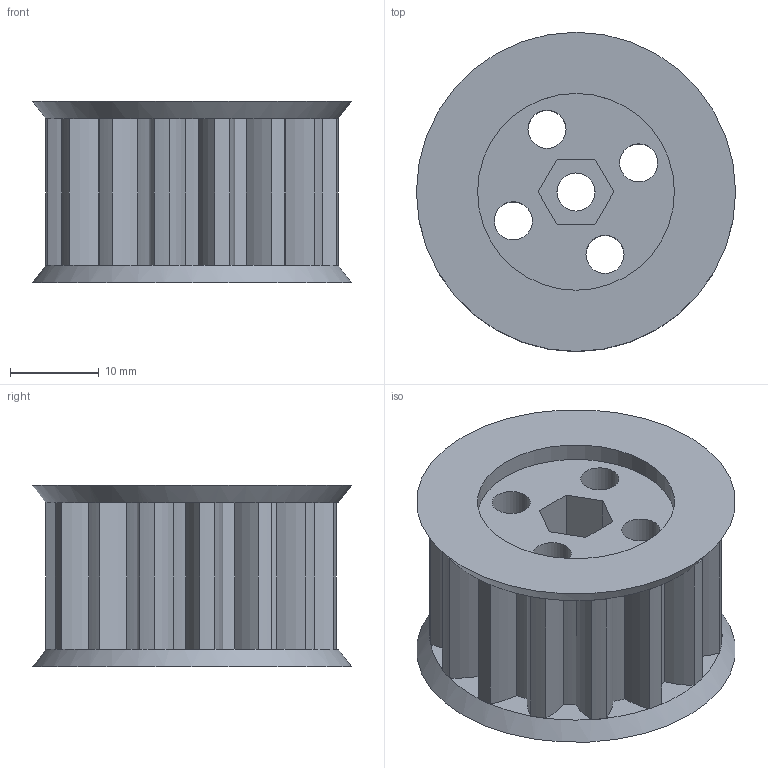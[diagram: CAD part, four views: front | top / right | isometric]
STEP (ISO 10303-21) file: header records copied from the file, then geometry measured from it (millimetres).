
FILE_DESCRIPTION(/* description */ (''),/* implementation_level */ '2;1');
FILE_NAME(/* name */ '',/* time_stamp */ '2026-01-14T15:05:12+03:00',/* author */ ('I9232'),/* organization */ (''),/* preprocessor_version */ 'ST-DEVELOPER v19.2',/* originating_system */ 'Autodesk Inventor 2023',/* authorisation */ '');
FILE_SCHEMA (('AUTOMOTIVE_DESIGN { 1 0 10303 214 3 1 1 }'));
Length unit declared in the file: millimetre
Products named in the file (1): Цилиндрическое зубчатое 
зацепление1
Bounding box: 36 x 36 x 20.5 mm (x, y, z)
Volume: 13217.6 mm3; surface area: 6645 mm2
Topology: 1 solids, 1 shells, 138 faces, 342 edges, 208 vertices
Faces by surface type: plane 70, cylinder 66, cone 2
Full cylindrical faces by diameter (mm): 4.3 x5, 22.2 x1
Entity records: 4358 total; most frequent: DIRECTION 876, CARTESIAN_POINT 689, ORIENTED_EDGE 684, AXIS2_PLACEMENT_3D 395, EDGE_CURVE 342, CIRCLE 256, VERTEX_POINT 208, EDGE_LOOP 150
